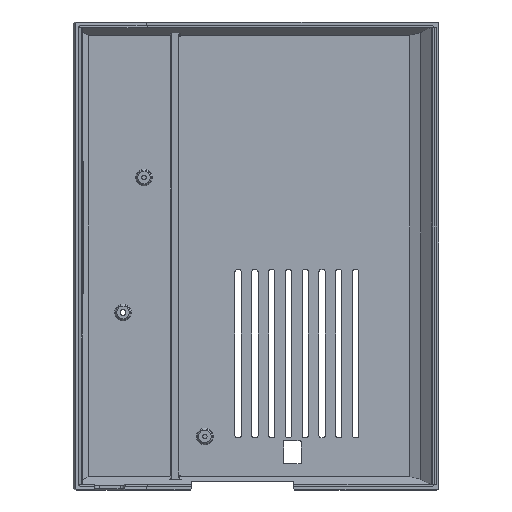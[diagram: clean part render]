
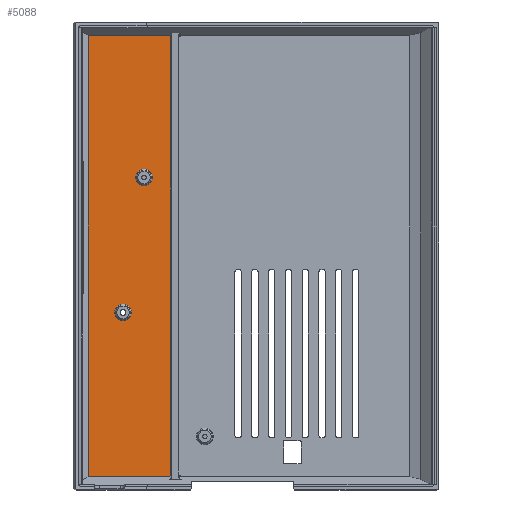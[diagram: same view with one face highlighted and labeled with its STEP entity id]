
A CAD part, top view. The second image highlights one B-rep face of the part: STEP entity #5088.
In plain terms, the highlighted planar face has unit normal (0, 0, 1).
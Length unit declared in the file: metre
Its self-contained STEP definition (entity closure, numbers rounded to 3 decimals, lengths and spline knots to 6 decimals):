
#129=B_SPLINE_CURVE_WITH_KNOTS('',3,(#7801,#7802,#7803,#7804),
 .UNSPECIFIED.,.F.,.F.,(4,4),(0.,1.),.UNSPECIFIED.);
#130=B_SPLINE_CURVE_WITH_KNOTS('',3,(#7808,#7809,#7810,#7811),
 .UNSPECIFIED.,.F.,.F.,(4,4),(0.,1.),.UNSPECIFIED.);
#229=CIRCLE('',#5480,0.004);
#230=CIRCLE('',#5481,0.004);
#535=ORIENTED_EDGE('',*,*,#2039,.T.);
#536=ORIENTED_EDGE('',*,*,#2040,.T.);
#537=ORIENTED_EDGE('',*,*,#2041,.T.);
#538=ORIENTED_EDGE('',*,*,#2042,.T.);
#539=ORIENTED_EDGE('',*,*,#2043,.T.);
#540=ORIENTED_EDGE('',*,*,#2044,.T.);
#541=ORIENTED_EDGE('',*,*,#2045,.T.);
#542=ORIENTED_EDGE('',*,*,#2046,.T.);
#2039=EDGE_CURVE('',#2788,#2789,#3189,.T.);
#2040=EDGE_CURVE('',#2789,#2790,#3190,.T.);
#2041=EDGE_CURVE('',#2790,#2791,#3191,.T.);
#2042=EDGE_CURVE('',#2791,#2792,#129,.T.);
#2043=EDGE_CURVE('',#2792,#2793,#3192,.T.);
#2044=EDGE_CURVE('',#2793,#2788,#130,.T.);
#2045=EDGE_CURVE('',#2794,#2794,#229,.T.);
#2046=EDGE_CURVE('',#2795,#2795,#230,.T.);
#2788=VERTEX_POINT('',#7795);
#2789=VERTEX_POINT('',#7796);
#2790=VERTEX_POINT('',#7798);
#2791=VERTEX_POINT('',#7800);
#2792=VERTEX_POINT('',#7805);
#2793=VERTEX_POINT('',#7807);
#2794=VERTEX_POINT('',#7813);
#2795=VERTEX_POINT('',#7815);
#3189=LINE('',#7794,#3768);
#3190=LINE('',#7797,#3769);
#3191=LINE('',#7799,#3770);
#3192=LINE('',#7806,#3771);
#3768=VECTOR('',#6171,1.);
#3769=VECTOR('',#6172,1.);
#3770=VECTOR('',#6173,1.);
#3771=VECTOR('',#6174,1.);
#4222=EDGE_LOOP('',(#535,#536,#537,#538,#539,#540));
#4223=EDGE_LOOP('',(#541));
#4224=EDGE_LOOP('',(#542));
#4566=FACE_BOUND('',#4222,.T.);
#4567=FACE_BOUND('',#4223,.T.);
#4568=FACE_BOUND('',#4224,.T.);
#4889=PLANE('',#5479);
#5088=ADVANCED_FACE('',(#4566,#4567,#4568),#4889,.F.);
#5479=AXIS2_PLACEMENT_3D('',#7793,#6169,#6170);
#5480=AXIS2_PLACEMENT_3D('',#7812,#6175,#6176);
#5481=AXIS2_PLACEMENT_3D('',#7814,#6177,#6178);
#6169=DIRECTION('',(0.,0.,-1.));
#6170=DIRECTION('',(-1.,0.,0.));
#6171=DIRECTION('',(-1.,0.,0.));
#6172=DIRECTION('',(0.,-1.,0.));
#6173=DIRECTION('',(1.,0.,0.));
#6174=DIRECTION('',(0.,1.,0.));
#6175=DIRECTION('',(0.,0.,-1.));
#6176=DIRECTION('',(-1.,0.,0.));
#6177=DIRECTION('',(0.,0.,-1.));
#6178=DIRECTION('',(-1.,0.,0.));
#7793=CARTESIAN_POINT('',(-0.2006,0.437377,0.001924));
#7794=CARTESIAN_POINT('',(-0.2006,0.4309,0.001924));
#7795=CARTESIAN_POINT('',(-0.237914,0.430898,0.00192));
#7796=CARTESIAN_POINT('',(-0.276706,0.430895,0.001915));
#7797=CARTESIAN_POINT('',(-0.276706,0.22086,0.001915));
#7798=CARTESIAN_POINT('',(-0.276706,0.22086,0.001915));
#7799=CARTESIAN_POINT('',(-0.237914,0.220857,0.00192));
#7800=CARTESIAN_POINT('',(-0.237914,0.220857,0.00192));
#7801=CARTESIAN_POINT('',(-0.237914,0.220857,0.00192));
#7802=CARTESIAN_POINT('',(-0.237648,0.220849,0.00192));
#7803=CARTESIAN_POINT('',(-0.237407,0.221123,0.00192));
#7804=CARTESIAN_POINT('',(-0.237414,0.221433,0.00192));
#7805=CARTESIAN_POINT('',(-0.237414,0.221433,0.00192));
#7806=CARTESIAN_POINT('',(-0.237414,0.437377,0.00192));
#7807=CARTESIAN_POINT('',(-0.237414,0.430322,0.00192));
#7808=CARTESIAN_POINT('',(-0.237414,0.430322,0.00192));
#7809=CARTESIAN_POINT('',(-0.237407,0.430628,0.00192));
#7810=CARTESIAN_POINT('',(-0.237645,0.430906,0.00192));
#7811=CARTESIAN_POINT('',(-0.237914,0.430898,0.00192));
#7812=CARTESIAN_POINT('',(-0.260077,0.299,0.001917));
#7813=CARTESIAN_POINT('',(-0.264077,0.299,0.001917));
#7814=CARTESIAN_POINT('',(-0.250077,0.3633,0.001918));
#7815=CARTESIAN_POINT('',(-0.254077,0.3633,0.001918));
